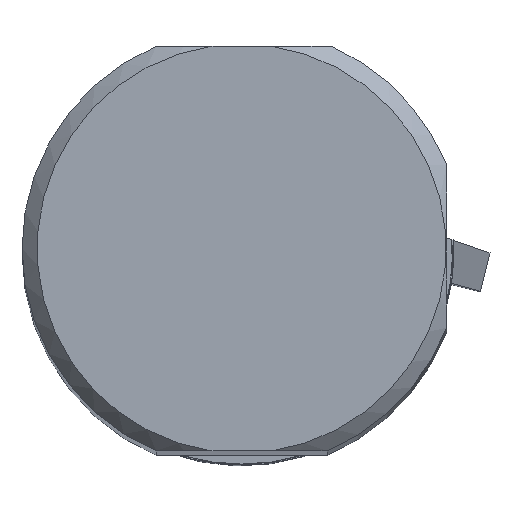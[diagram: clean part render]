
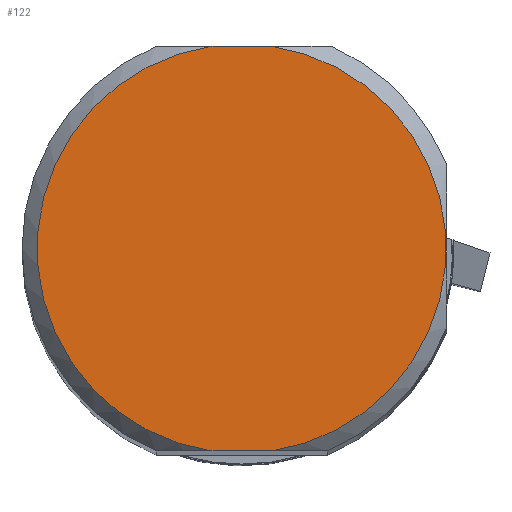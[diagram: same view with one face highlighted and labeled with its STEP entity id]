
A CAD part, top view. The second image highlights one B-rep face of the part: STEP entity #122.
In plain terms, the highlighted planar face has unit normal (0, 0, 1).
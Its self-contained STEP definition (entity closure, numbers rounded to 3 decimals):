
#86=PLANE('',#873);
#122=ADVANCED_FACE('',(#175),#86,.F.);
#175=FACE_OUTER_BOUND('',#217,.T.);
#217=EDGE_LOOP('',(#505,#506,#507,#508));
#276=LINE('',#1284,#345);
#277=LINE('',#1286,#346);
#345=VECTOR('',#1046,1.);
#346=VECTOR('',#1047,1.);
#505=ORIENTED_EDGE('',*,*,#730,.T.);
#506=ORIENTED_EDGE('',*,*,#728,.T.);
#507=ORIENTED_EDGE('',*,*,#731,.T.);
#508=ORIENTED_EDGE('',*,*,#732,.T.);
#635=VERTEX_POINT('',#1276);
#636=VERTEX_POINT('',#1278);
#637=VERTEX_POINT('',#1285);
#638=VERTEX_POINT('',#1287);
#728=EDGE_CURVE('',#636,#635,#785,.T.);
#730=EDGE_CURVE('',#637,#636,#276,.T.);
#731=EDGE_CURVE('',#635,#638,#277,.T.);
#732=EDGE_CURVE('',#638,#637,#786,.T.);
#785=CIRCLE('',#870,23.65);
#786=CIRCLE('',#872,23.65);
#870=AXIS2_PLACEMENT_3D('',#1277,#1042,#1043);
#872=AXIS2_PLACEMENT_3D('',#1288,#1048,#1049);
#873=AXIS2_PLACEMENT_3D('',#1289,#1050,#1051);
#1042=DIRECTION('',(0.,0.,1.));
#1043=DIRECTION('',(0.,-1.,0.));
#1046=DIRECTION('',(1.,0.,0.));
#1047=DIRECTION('',(-1.,0.,0.));
#1048=DIRECTION('',(0.,0.,1.));
#1049=DIRECTION('',(0.,-1.,0.));
#1050=DIRECTION('',(0.,0.,-1.));
#1051=DIRECTION('',(0.,1.,0.));
#1276=CARTESIAN_POINT('',(3.43,23.4,286.525));
#1277=CARTESIAN_POINT('',(0.,0.,286.525));
#1278=CARTESIAN_POINT('',(3.43,-23.4,286.525));
#1284=CARTESIAN_POINT('',(-23.1,-23.4,286.525));
#1285=CARTESIAN_POINT('',(-3.43,-23.4,286.525));
#1286=CARTESIAN_POINT('',(23.7,23.4,286.525));
#1287=CARTESIAN_POINT('',(-3.43,23.4,286.525));
#1288=CARTESIAN_POINT('',(0.,0.,286.525));
#1289=CARTESIAN_POINT('',(0.,0.,286.525));
